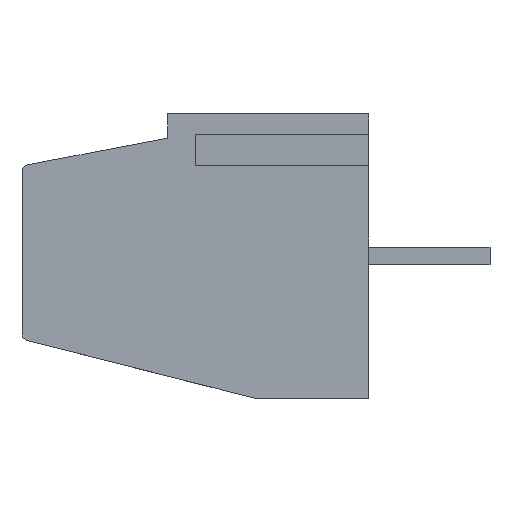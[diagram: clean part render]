
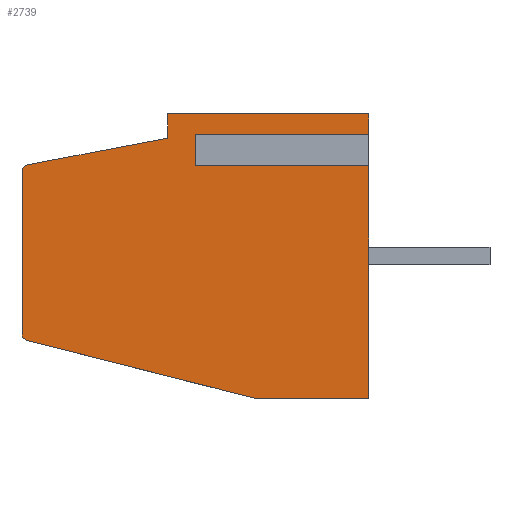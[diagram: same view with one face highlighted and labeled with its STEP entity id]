
A CAD part, left-side view. The second image highlights one B-rep face of the part: STEP entity #2739.
In plain terms, the highlighted planar face has unit normal (-1, 0, 0).
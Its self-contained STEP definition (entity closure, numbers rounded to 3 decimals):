
#1015=CARTESIAN_POINT('',(-5.,4.8,-1.666));
#1016=DIRECTION('',(-1.,0.,0.));
#1017=DIRECTION('',(0.,0.187,0.982));
#1018=AXIS2_PLACEMENT_3D('',#1015,#1016,#1017);
#1020=DIRECTION('',(0.,0.982,-0.187));
#1021=VECTOR('',#1020,4.11);
#1022=CARTESIAN_POINT('',(-5.,0.8,-0.7));
#1023=LINE('',#1022,#1021);
#1024=DIRECTION('',(0.,0.,-1.));
#1025=VECTOR('',#1024,0.7);
#1026=CARTESIAN_POINT('',(-5.,0.8,0.));
#1027=LINE('',#1026,#1025);
#1028=DIRECTION('',(0.,1.,0.));
#1029=VECTOR('',#1028,5.8);
#1030=CARTESIAN_POINT('',(-5.,-5.,0.));
#1031=LINE('',#1030,#1029);
#1032=DIRECTION('',(0.,0.,1.));
#1033=VECTOR('',#1032,0.8);
#1034=CARTESIAN_POINT('',(-5.,-5.,-0.8));
#1035=LINE('',#1034,#1033);
#1036=DIRECTION('',(0.,1.,0.));
#1037=VECTOR('',#1036,5.);
#1038=CARTESIAN_POINT('',(-5.,-5.,-0.8));
#1039=LINE('',#1038,#1037);
#1040=DIRECTION('',(0.,0.,1.));
#1041=VECTOR('',#1040,0.5);
#1042=CARTESIAN_POINT('',(-5.,0.,-1.3));
#1043=LINE('',#1042,#1041);
#1044=DIRECTION('',(0.,1.,0.));
#1045=VECTOR('',#1044,5.);
#1046=CARTESIAN_POINT('',(-5.,-5.,-1.3));
#1047=LINE('',#1046,#1045);
#1048=DIRECTION('',(0.,0.,1.));
#1049=VECTOR('',#1048,6.9);
#1050=CARTESIAN_POINT('',(-5.,-5.,-8.2));
#1051=LINE('',#1050,#1049);
#1052=DIRECTION('',(0.,-1.,0.));
#1053=VECTOR('',#1052,3.3);
#1054=CARTESIAN_POINT('',(-5.,-1.7,-8.2));
#1055=LINE('',#1054,#1053);
#1056=DIRECTION('',(0.,-0.969,-0.246));
#1057=VECTOR('',#1056,6.757);
#1058=CARTESIAN_POINT('',(-5.,4.849,-6.538));
#1059=LINE('',#1058,#1057);
#1060=CARTESIAN_POINT('',(-5.,4.8,-6.344));
#1061=DIRECTION('',(-1.,0.,0.));
#1062=DIRECTION('',(0.,1.,0.));
#1063=AXIS2_PLACEMENT_3D('',#1060,#1061,#1062);
#1065=DIRECTION('',(0.,0.,-1.));
#1066=VECTOR('',#1065,4.679);
#1067=CARTESIAN_POINT('',(-5.,5.,-1.666));
#1068=LINE('',#1067,#1066);
#1195=CARTESIAN_POINT('',(-5.,-5.,0.));
#1196=CARTESIAN_POINT('',(-5.,0.8,0.));
#1197=VERTEX_POINT('',#1195);
#1198=VERTEX_POINT('',#1196);
#1199=CARTESIAN_POINT('',(-5.,0.8,-0.7));
#1200=VERTEX_POINT('',#1199);
#1201=CARTESIAN_POINT('',(-5.,-1.7,-8.2));
#1202=CARTESIAN_POINT('',(-5.,-5.,-8.2));
#1203=VERTEX_POINT('',#1201);
#1204=VERTEX_POINT('',#1202);
#1293=CARTESIAN_POINT('',(-5.,-5.,-0.8));
#1294=VERTEX_POINT('',#1293);
#1295=CARTESIAN_POINT('',(-5.,-5.,-1.3));
#1296=VERTEX_POINT('',#1295);
#1297=CARTESIAN_POINT('',(-5.,0.,-0.8));
#1298=VERTEX_POINT('',#1297);
#1299=CARTESIAN_POINT('',(-5.,0.,-1.3));
#1300=VERTEX_POINT('',#1299);
#1337=CARTESIAN_POINT('',(-5.,4.837,-1.469));
#1338=VERTEX_POINT('',#1337);
#1339=CARTESIAN_POINT('',(-5.,5.,-1.666));
#1340=VERTEX_POINT('',#1339);
#1345=CARTESIAN_POINT('',(-5.,5.,-6.344));
#1346=VERTEX_POINT('',#1345);
#1347=CARTESIAN_POINT('',(-5.,4.849,-6.538));
#1348=VERTEX_POINT('',#1347);
#2716=CARTESIAN_POINT('',(-5.,0.,0.));
#2717=DIRECTION('',(-1.,0.,0.));
#2718=DIRECTION('',(0.,0.,1.));
#2719=AXIS2_PLACEMENT_3D('',#2716,#2717,#2718);
#2720=PLANE('',#2719);
#2721=ORIENTED_EDGE('',*,*,#1521,.F.);
#2722=ORIENTED_EDGE('',*,*,#1537,.F.);
#2723=ORIENTED_EDGE('',*,*,#1550,.F.);
#2724=ORIENTED_EDGE('',*,*,#1577,.F.);
#2725=ORIENTED_EDGE('',*,*,#1850,.F.);
#2727=ORIENTED_EDGE('',*,*,#2726,.T.);
#2729=ORIENTED_EDGE('',*,*,#2728,.F.);
#2731=ORIENTED_EDGE('',*,*,#2730,.F.);
#2732=ORIENTED_EDGE('',*,*,#1842,.F.);
#2733=ORIENTED_EDGE('',*,*,#2028,.F.);
#2734=ORIENTED_EDGE('',*,*,#2128,.F.);
#2735=ORIENTED_EDGE('',*,*,#2154,.F.);
#2736=ORIENTED_EDGE('',*,*,#2166,.F.);
#2737=EDGE_LOOP('',(#2721,#2722,#2723,#2724,#2725,#2727,#2729,#2731,#2732,#2733,
#2734,#2735,#2736));
#2738=FACE_OUTER_BOUND('',#2737,.F.);
#1019=CIRCLE('',#1018,0.2);
#1064=CIRCLE('',#1063,0.2);
#1521=EDGE_CURVE('',#1338,#1340,#1019,.T.);
#1537=EDGE_CURVE('',#1200,#1338,#1023,.T.);
#1550=EDGE_CURVE('',#1198,#1200,#1027,.T.);
#1577=EDGE_CURVE('',#1197,#1198,#1031,.T.);
#1842=EDGE_CURVE('',#1204,#1296,#1051,.T.);
#1850=EDGE_CURVE('',#1294,#1197,#1035,.T.);
#2028=EDGE_CURVE('',#1203,#1204,#1055,.T.);
#2128=EDGE_CURVE('',#1348,#1203,#1059,.T.);
#2154=EDGE_CURVE('',#1346,#1348,#1064,.T.);
#2166=EDGE_CURVE('',#1340,#1346,#1068,.T.);
#2726=EDGE_CURVE('',#1294,#1298,#1039,.T.);
#2728=EDGE_CURVE('',#1300,#1298,#1043,.T.);
#2730=EDGE_CURVE('',#1296,#1300,#1047,.T.);
#2739=ADVANCED_FACE('',(#2738),#2720,.T.);
